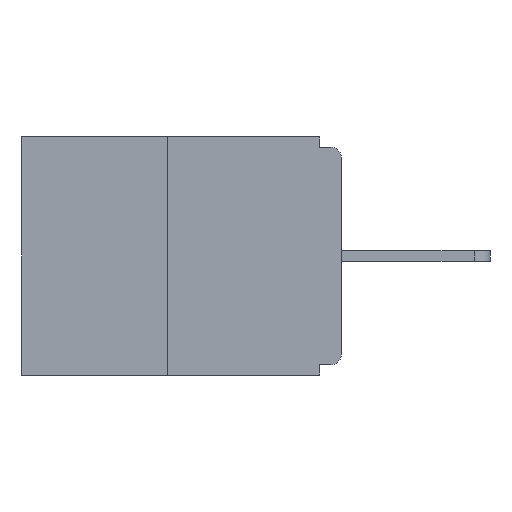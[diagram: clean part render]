
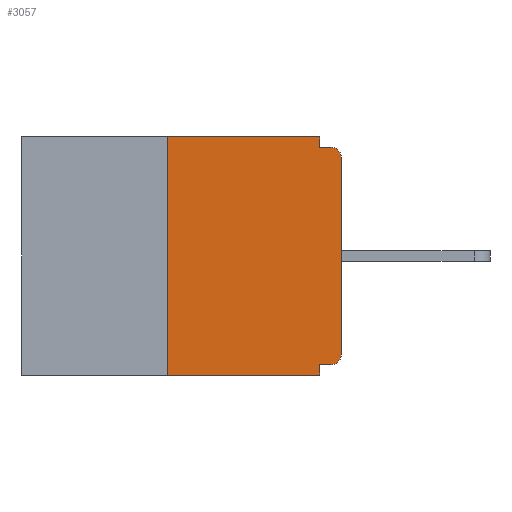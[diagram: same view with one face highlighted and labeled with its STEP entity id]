
A CAD part, left-side view. The second image highlights one B-rep face of the part: STEP entity #3057.
In plain terms, the highlighted planar face has unit normal (-1, 0, 0).
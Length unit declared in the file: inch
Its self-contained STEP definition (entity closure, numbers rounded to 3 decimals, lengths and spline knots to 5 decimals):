
#492 = EDGE_CURVE ( 'NONE', #6003, #2415, #2235, .T. ) ;
#686 = EDGE_CURVE ( 'NONE', #11601, #6221, #1031, .T. ) ;
#1024 = VERTEX_POINT ( 'NONE', #2587 ) ;
#1031 = LINE ( 'NONE', #17645, #16278 ) ;
#1088 = CARTESIAN_POINT ( 'NONE',  ( 0., 0.46, -0.343 ) ) ;
#1450 = VECTOR ( 'NONE', #14731, 39.37008 ) ;
#1917 = ORIENTED_EDGE ( 'NONE', *, *, #8056, .F. ) ;
#2235 = CIRCLE ( 'NONE', #2559, 0.015 ) ;
#2369 = VECTOR ( 'NONE', #2611, 39.37008 ) ;
#2405 = CIRCLE ( 'NONE', #4823, 0.015 ) ;
#2415 = VERTEX_POINT ( 'NONE', #11667 ) ;
#2559 = AXIS2_PLACEMENT_3D ( 'NONE', #4316, #4370, #3869 ) ;
#2587 = CARTESIAN_POINT ( 'NONE',  ( 0., 0.25, -0.343 ) ) ;
#2611 = DIRECTION ( 'NONE',  ( 0., -1., 0. ) ) ;
#2846 = ORIENTED_EDGE ( 'NONE', *, *, #6572, .T. ) ;
#2882 = LINE ( 'NONE', #14912, #17044 ) ;
#3057 = ADVANCED_FACE ( 'NONE', ( #11120 ), #14716, .F. ) ;
#3362 = DIRECTION ( 'NONE',  ( 0., 0., -1. ) ) ;
#3509 = CARTESIAN_POINT ( 'NONE',  ( 0., 0.25, 0. ) ) ;
#3613 = CARTESIAN_POINT ( 'NONE',  ( 0., 0.25, 0. ) ) ;
#3771 = ORIENTED_EDGE ( 'NONE', *, *, #7111, .F. ) ;
#3869 = DIRECTION ( 'NONE',  ( 0., 0., -1. ) ) ;
#4233 = VECTOR ( 'NONE', #16133, 39.37008 ) ;
#4316 = CARTESIAN_POINT ( 'NONE',  ( 0., 0.015, -0.03 ) ) ;
#4370 = DIRECTION ( 'NONE',  ( -1., 0., 0. ) ) ;
#4432 = VERTEX_POINT ( 'NONE', #11132 ) ;
#4811 = CARTESIAN_POINT ( 'NONE',  ( 0., 0.031, -0.015 ) ) ;
#4823 = AXIS2_PLACEMENT_3D ( 'NONE', #10094, #10030, #9701 ) ;
#4880 = ORIENTED_EDGE ( 'NONE', *, *, #686, .F. ) ;
#4904 = VECTOR ( 'NONE', #3362, 39.37008 ) ;
#5308 = ORIENTED_EDGE ( 'NONE', *, *, #16260, .F. ) ;
#5568 = CARTESIAN_POINT ( 'NONE',  ( 0., 0., -0.313 ) ) ;
#5916 = CARTESIAN_POINT ( 'NONE',  ( 0., 0., -0.015 ) ) ;
#5979 = DIRECTION ( 'NONE',  ( 0., -1., 0. ) ) ;
#6003 = VERTEX_POINT ( 'NONE', #12805 ) ;
#6221 = VERTEX_POINT ( 'NONE', #12340 ) ;
#6236 = LINE ( 'NONE', #7553, #9556 ) ;
#6410 = AXIS2_PLACEMENT_3D ( 'NONE', #12161, #10029, #14800 ) ;
#6572 = EDGE_CURVE ( 'NONE', #14887, #6003, #6236, .T. ) ;
#7111 = EDGE_CURVE ( 'NONE', #6221, #17833, #7717, .T. ) ;
#7553 = CARTESIAN_POINT ( 'NONE',  ( 0., 0., 0. ) ) ;
#7665 = VECTOR ( 'NONE', #5979, 39.37008 ) ;
#7717 = LINE ( 'NONE', #12320, #4904 ) ;
#8056 = EDGE_CURVE ( 'NONE', #12635, #15567, #11826, .T. ) ;
#8114 = LINE ( 'NONE', #5916, #7665 ) ;
#8190 = EDGE_CURVE ( 'NONE', #4432, #14887, #2405, .T. ) ;
#8662 = DIRECTION ( 'NONE',  ( 0., 0., 1. ) ) ;
#9057 = EDGE_LOOP ( 'NONE', ( #4880, #5308, #12855, #1917, #9501, #13640, #2846, #17395, #17762, #3771 ) ) ;
#9501 = ORIENTED_EDGE ( 'NONE', *, *, #11753, .F. ) ;
#9556 = VECTOR ( 'NONE', #8662, 39.37008 ) ;
#9701 = DIRECTION ( 'NONE',  ( 0., 0., -1. ) ) ;
#9958 = LINE ( 'NONE', #1088, #2369 ) ;
#10029 = DIRECTION ( 'NONE',  ( 1., 0., 0. ) ) ;
#10030 = DIRECTION ( 'NONE',  ( -1., 0., 0. ) ) ;
#10094 = CARTESIAN_POINT ( 'NONE',  ( 0., 0.015, -0.313 ) ) ;
#11015 = DIRECTION ( 'NONE',  ( 0., 1., 0. ) ) ;
#11120 = FACE_OUTER_BOUND ( 'NONE', #9057, .T. ) ;
#11132 = CARTESIAN_POINT ( 'NONE',  ( 0., 0.015, -0.328 ) ) ;
#11414 = CARTESIAN_POINT ( 'NONE',  ( 0., 0.031, -0.328 ) ) ;
#11601 = VERTEX_POINT ( 'NONE', #3509 ) ;
#11667 = CARTESIAN_POINT ( 'NONE',  ( 0., 0.015, -0.015 ) ) ;
#11753 = EDGE_CURVE ( 'NONE', #4432, #12635, #2882, .T. ) ;
#11826 = LINE ( 'NONE', #16855, #4233 ) ;
#12025 = LINE ( 'NONE', #3613, #1450 ) ;
#12161 = CARTESIAN_POINT ( 'NONE',  ( 0., 0.46, 0. ) ) ;
#12320 = CARTESIAN_POINT ( 'NONE',  ( 0., 0.031, 0. ) ) ;
#12340 = CARTESIAN_POINT ( 'NONE',  ( 0., 0.031, 0. ) ) ;
#12529 = DIRECTION ( 'NONE',  ( 0., -1., 0. ) ) ;
#12635 = VERTEX_POINT ( 'NONE', #11414 ) ;
#12805 = CARTESIAN_POINT ( 'NONE',  ( 0., 0., -0.03 ) ) ;
#12855 = ORIENTED_EDGE ( 'NONE', *, *, #13708, .T. ) ;
#13308 = CARTESIAN_POINT ( 'NONE',  ( 0., 0.031, -0.343 ) ) ;
#13640 = ORIENTED_EDGE ( 'NONE', *, *, #8190, .T. ) ;
#13708 = EDGE_CURVE ( 'NONE', #1024, #15567, #9958, .T. ) ;
#13832 = EDGE_CURVE ( 'NONE', #17833, #2415, #8114, .T. ) ;
#14716 = PLANE ( 'NONE',  #6410 ) ;
#14731 = DIRECTION ( 'NONE',  ( 0., 0., 1. ) ) ;
#14800 = DIRECTION ( 'NONE',  ( 0., 0., -1. ) ) ;
#14887 = VERTEX_POINT ( 'NONE', #5568 ) ;
#14912 = CARTESIAN_POINT ( 'NONE',  ( 0., 0., -0.328 ) ) ;
#15567 = VERTEX_POINT ( 'NONE', #13308 ) ;
#16133 = DIRECTION ( 'NONE',  ( 0., 0., -1. ) ) ;
#16260 = EDGE_CURVE ( 'NONE', #1024, #11601, #12025, .T. ) ;
#16278 = VECTOR ( 'NONE', #12529, 39.37008 ) ;
#16855 = CARTESIAN_POINT ( 'NONE',  ( 0., 0.031, -0.343 ) ) ;
#17044 = VECTOR ( 'NONE', #11015, 39.37008 ) ;
#17395 = ORIENTED_EDGE ( 'NONE', *, *, #492, .T. ) ;
#17645 = CARTESIAN_POINT ( 'NONE',  ( 0., 0.46, 0. ) ) ;
#17762 = ORIENTED_EDGE ( 'NONE', *, *, #13832, .F. ) ;
#17833 = VERTEX_POINT ( 'NONE', #4811 ) ;
